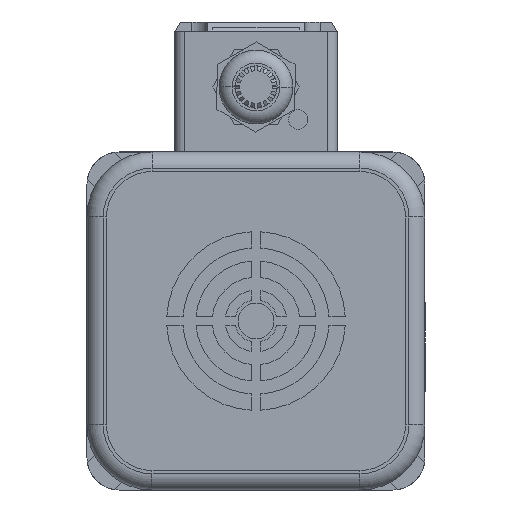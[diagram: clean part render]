
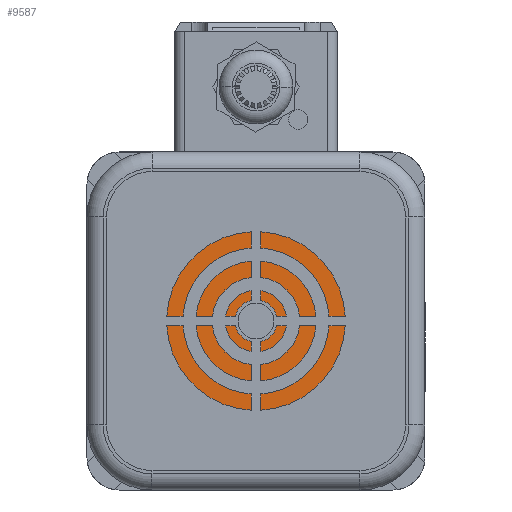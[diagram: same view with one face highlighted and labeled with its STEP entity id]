
A CAD part, front view. The second image highlights one B-rep face of the part: STEP entity #9587.
In plain terms, the highlighted planar face has unit normal (0, -1, 0).
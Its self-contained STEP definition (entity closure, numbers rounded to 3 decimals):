
#8 = EDGE_LOOP ( 'NONE', ( #3364, #3760 ) ) ;
#62 = AXIS2_PLACEMENT_3D ( 'NONE', #12196, #12154, #12093 ) ;
#1153 = DIRECTION ( 'NONE',  ( 0., 0., 1. ) ) ;
#1349 = EDGE_LOOP ( 'NONE', ( #2984, #3047 ) ) ;
#1427 = DIRECTION ( 'NONE',  ( 0., 1., 0. ) ) ;
#2984 = ORIENTED_EDGE ( 'NONE', *, *, #11251, .T. ) ;
#2986 = CARTESIAN_POINT ( 'NONE',  ( 0., 0., 0. ) ) ;
#3047 = ORIENTED_EDGE ( 'NONE', *, *, #8912, .T. ) ;
#3364 = ORIENTED_EDGE ( 'NONE', *, *, #7752, .T. ) ;
#3682 = PLANE ( 'NONE',  #10951 ) ;
#3760 = ORIENTED_EDGE ( 'NONE', *, *, #17940, .T. ) ;
#5661 = CIRCLE ( 'NONE', #17090, 6. ) ;
#6401 = CIRCLE ( 'NONE', #62, 46.5 ) ;
#7274 = CIRCLE ( 'NONE', #17756, 46.5 ) ;
#7752 = EDGE_CURVE ( 'NONE', #13737, #17701, #6401, .T. ) ;
#7981 = FACE_BOUND ( 'NONE', #1349, .T. ) ;
#8050 = DIRECTION ( 'NONE',  ( 0., 0., 1. ) ) ;
#8149 = DIRECTION ( 'NONE',  ( 0., 1., 0. ) ) ;
#8248 = CARTESIAN_POINT ( 'NONE',  ( 0., 0., 0. ) ) ;
#8912 = EDGE_CURVE ( 'NONE', #13763, #21780, #8941, .T. ) ;
#8941 = CIRCLE ( 'NONE', #19312, 6. ) ;
#9587 = ADVANCED_FACE ( 'NONE', ( #7981, #29251 ), #3682, .F. ) ;
#10951 = AXIS2_PLACEMENT_3D ( 'NONE', #2986, #1427, #1153 ) ;
#11251 = EDGE_CURVE ( 'NONE', #21780, #13763, #5661, .T. ) ;
#12093 = DIRECTION ( 'NONE',  ( 0., 0., 1. ) ) ;
#12154 = DIRECTION ( 'NONE',  ( 0., -1., 0. ) ) ;
#12196 = CARTESIAN_POINT ( 'NONE',  ( 0., 0., 0. ) ) ;
#13737 = VERTEX_POINT ( 'NONE', #17487 ) ;
#13763 = VERTEX_POINT ( 'NONE', #16601 ) ;
#15144 = CARTESIAN_POINT ( 'NONE',  ( 0., 0., -46.5 ) ) ;
#15545 = DIRECTION ( 'NONE',  ( 0., 0., 1. ) ) ;
#15648 = DIRECTION ( 'NONE',  ( 0., 1., 0. ) ) ;
#15709 = CARTESIAN_POINT ( 'NONE',  ( 0., 0., 0. ) ) ;
#15739 = CARTESIAN_POINT ( 'NONE',  ( 0., 0., 6. ) ) ;
#16601 = CARTESIAN_POINT ( 'NONE',  ( 0., 0., -6. ) ) ;
#17090 = AXIS2_PLACEMENT_3D ( 'NONE', #8248, #8149, #8050 ) ;
#17487 = CARTESIAN_POINT ( 'NONE',  ( 0., 0., 46.5 ) ) ;
#17701 = VERTEX_POINT ( 'NONE', #15144 ) ;
#17756 = AXIS2_PLACEMENT_3D ( 'NONE', #29410, #28975, #28816 ) ;
#17940 = EDGE_CURVE ( 'NONE', #17701, #13737, #7274, .T. ) ;
#19312 = AXIS2_PLACEMENT_3D ( 'NONE', #15709, #15648, #15545 ) ;
#21780 = VERTEX_POINT ( 'NONE', #15739 ) ;
#28816 = DIRECTION ( 'NONE',  ( 0., 0., 1. ) ) ;
#28975 = DIRECTION ( 'NONE',  ( 0., -1., 0. ) ) ;
#29251 = FACE_OUTER_BOUND ( 'NONE', #8, .T. ) ;
#29410 = CARTESIAN_POINT ( 'NONE',  ( 0., 0., 0. ) ) ;
